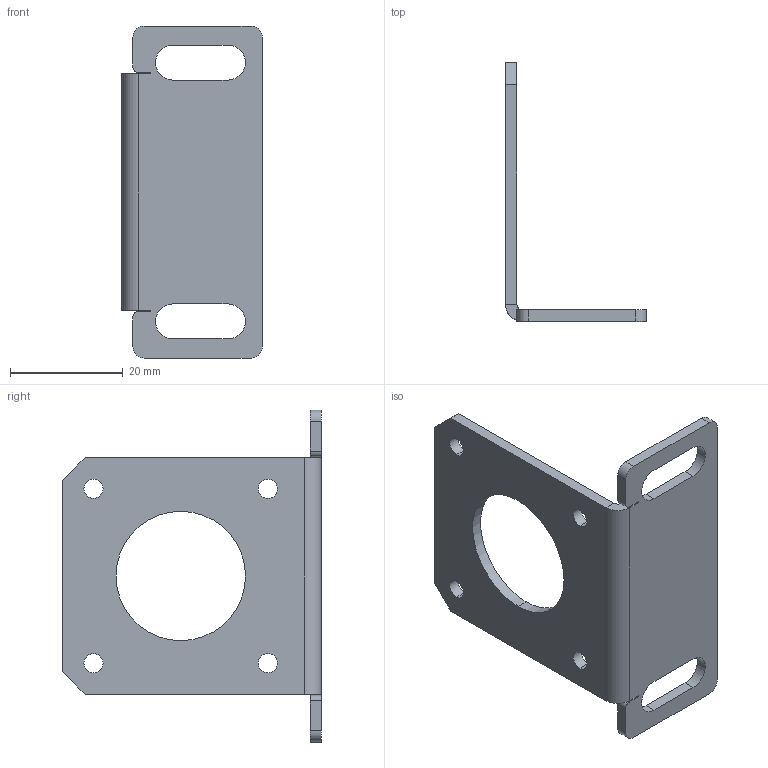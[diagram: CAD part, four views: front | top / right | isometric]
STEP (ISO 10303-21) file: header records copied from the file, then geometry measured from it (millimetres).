
FILE_DESCRIPTION (( 'STEP AP214' ), '1' );
FILE_NAME ('B793 ﾊ煇鳫 蓁 葢鞳瑣褄 Nema 17 (BK, BF-12).STEP', '2025-07-24T09:56:08', ( '' ), ( '' ), 'SwSTEP 2.0', 'SolidWorks 2025', '' );
FILE_SCHEMA (( 'AUTOMOTIVE_DESIGN' ));
Length unit declared in the file: millimetre
Products named in the file (1): B793 Кронштейн для двигателя Nema 17 (BK, BF-12)
Bounding box: 25 x 46 x 59 mm (x, y, z)
Volume: 5196.2 mm3; surface area: 6098.7 mm2
Topology: 1 solids, 1 shells, 48 faces, 130 edges, 84 vertices
Faces by surface type: plane 26, cylinder 22
Entity records: 1565 total; most frequent: DIRECTION 272, CARTESIAN_POINT 263, ORIENTED_EDGE 260, EDGE_CURVE 130, AXIS2_PLACEMENT_3D 93, VECTOR 86, LINE 86, VERTEX_POINT 84
